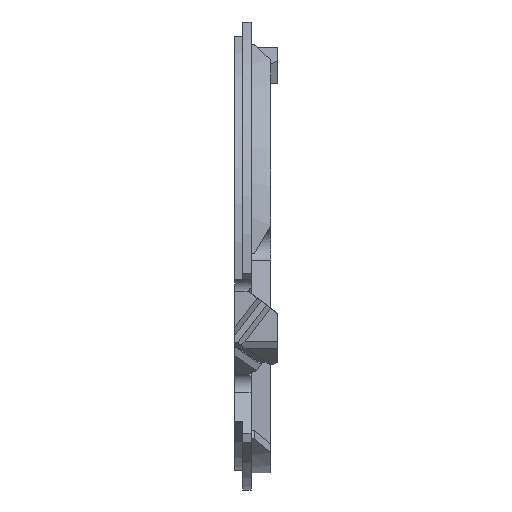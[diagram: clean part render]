
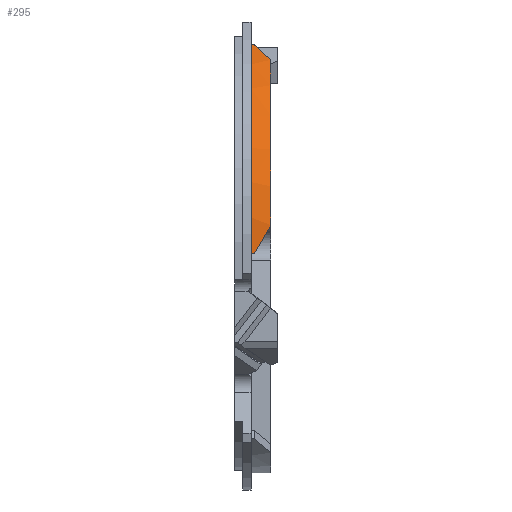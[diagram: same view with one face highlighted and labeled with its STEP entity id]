
A CAD part, left-side view. The second image highlights one B-rep face of the part: STEP entity #295.
In plain terms, the highlighted cylindrical face has radius 138 mm (diameter 276 mm), a partial arc.
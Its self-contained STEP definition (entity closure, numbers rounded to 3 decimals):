
#15 = FACE_OUTER_BOUND ( 'NONE', #6760, .T. ) ;
#158 = DIRECTION ( 'NONE',  ( 0., 0., -1. ) ) ;
#295 = ADVANCED_FACE ( 'Defeatured_0_101', ( #15 ), #1169, .T. ) ;
#320 = CARTESIAN_POINT ( 'NONE',  ( -64.787, -12., 121.847 ) ) ;
#357 = CIRCLE ( 'NONE', #1105, 138. ) ;
#644 = CARTESIAN_POINT ( 'NONE',  ( 0., -22., 0. ) ) ;
#647 = DIRECTION ( 'NONE',  ( 0., 1., 0. ) ) ;
#669 = EDGE_CURVE ( 'Defeatured_0_101+Defeatured_0_148+Defeatured_0_100+Defeatured_0_139', #2494, #4687, #2024, .T. ) ;
#789 = CARTESIAN_POINT ( 'NONE',  ( -64.787, -12., 121.847 ) ) ;
#953 = CARTESIAN_POINT ( 'NONE',  ( -137.43, -22., 12.532 ) ) ;
#1105 = AXIS2_PLACEMENT_3D ( 'NONE', #3806, #6155, #158 ) ;
#1169 = CYLINDRICAL_SURFACE ( 'NONE', #4570, 138. ) ;
#1209 = ORIENTED_EDGE ( 'NONE', *, *, #6474, .F. ) ;
#1223 = CARTESIAN_POINT ( 'NONE',  ( -137.916, -22., -4.816 ) ) ;
#1710 = VECTOR ( 'NONE', #647, 1000. ) ;
#1762 = VERTEX_POINT ( 'NONE', #3092 ) ;
#1772 = ORIENTED_EDGE ( 'NONE', *, *, #2279, .T. ) ;
#2024 =( BOUNDED_CURVE ( )  B_SPLINE_CURVE ( 3, ( #3250, #3131, #5593, #320 ),
 .UNSPECIFIED., .F., .T. ) 
 B_SPLINE_CURVE_WITH_KNOTS ( ( 4, 4 ),
 ( 4.587, 4.712 ),
 .UNSPECIFIED. ) 
 CURVE ( )  GEOMETRIC_REPRESENTATION_ITEM ( )  RATIONAL_B_SPLINE_CURVE ( ( 1., 0.999, 0.999, 1. ) ) 
 REPRESENTATION_ITEM ( '' )  );
#2032 = EDGE_CURVE ( 'Defeatured_0_100+Defeatured_0_101+Defeatured_0_148+Defeatured_0_149', #2494, #5178, #2439, .T. ) ;
#2195 = DIRECTION ( 'NONE',  ( 0., 1., 0. ) ) ;
#2279 = EDGE_CURVE ( 'Defeatured_0_101+Defeatured_0_149+Defeatured_0_102+Defeatured_0_100', #3004, #5178, #7357, .T. ) ;
#2436 = DIRECTION ( 'NONE',  ( 0., 1., 0. ) ) ;
#2439 = CIRCLE ( 'NONE', #3423, 138. ) ;
#2494 = VERTEX_POINT ( 'NONE', #3027 ) ;
#2970 = VERTEX_POINT ( 'NONE', #3564 ) ;
#3004 = VERTEX_POINT ( 'NONE', #6048 ) ;
#3027 = CARTESIAN_POINT ( 'NONE',  ( -79.568, -22., 112.752 ) ) ;
#3092 = CARTESIAN_POINT ( 'NONE',  ( -137.916, -10., -4.816 ) ) ;
#3131 = CARTESIAN_POINT ( 'NONE',  ( -74.835, -18.682, 116.092 ) ) ;
#3250 = CARTESIAN_POINT ( 'NONE',  ( -79.568, -22., 112.752 ) ) ;
#3253 = EDGE_CURVE ( 'Defeatured_0_101+Defeatured_0_139+Defeatured_0_148+Defeatured_0_1', #4687, #2970, #4008, .T. ) ;
#3423 = AXIS2_PLACEMENT_3D ( 'NONE', #644, #5295, #4109 ) ;
#3564 = CARTESIAN_POINT ( 'NONE',  ( -64.787, -10., 121.847 ) ) ;
#3775 = ORIENTED_EDGE ( 'NONE', *, *, #4246, .T. ) ;
#3806 = CARTESIAN_POINT ( 'NONE',  ( 0., -10., 0. ) ) ;
#3979 = CARTESIAN_POINT ( 'NONE',  ( -137.916, -12., -4.816 ) ) ;
#4008 = LINE ( 'NONE', #5697, #7291 ) ;
#4109 = DIRECTION ( 'NONE',  ( 0., 0., -1. ) ) ;
#4246 = EDGE_CURVE ( 'Defeatured_0_101+Defeatured_0_1+Defeatured_0_139+Defeatured_0_102', #2970, #1762, #357, .T. ) ;
#4570 = AXIS2_PLACEMENT_3D ( 'NONE', #5213, #2436, #6458 ) ;
#4607 = LINE ( 'NONE', #1223, #1710 ) ;
#4687 = VERTEX_POINT ( 'NONE', #789 ) ;
#5052 = ORIENTED_EDGE ( 'NONE', *, *, #2032, .F. ) ;
#5178 = VERTEX_POINT ( 'NONE', #953 ) ;
#5213 = CARTESIAN_POINT ( 'NONE',  ( 0., -22., 0. ) ) ;
#5295 = DIRECTION ( 'NONE',  ( 0., -1., 0. ) ) ;
#5510 = ORIENTED_EDGE ( 'NONE', *, *, #3253, .T. ) ;
#5593 = CARTESIAN_POINT ( 'NONE',  ( -69.902, -15.344, 119.127 ) ) ;
#5697 = CARTESIAN_POINT ( 'NONE',  ( -64.787, -22., 121.847 ) ) ;
#6048 = CARTESIAN_POINT ( 'NONE',  ( -137.916, -12., -4.816 ) ) ;
#6155 = DIRECTION ( 'NONE',  ( 0., -1., 0. ) ) ;
#6458 = DIRECTION ( 'NONE',  ( 0., 0., 1. ) ) ;
#6474 = EDGE_CURVE ( 'Defeatured_0_102+Defeatured_0_101+Defeatured_0_149+Defeatured_0_1', #3004, #1762, #4607, .T. ) ;
#6760 = EDGE_LOOP ( 'NONE', ( #5052, #7347, #5510, #3775, #1209, #1772 ) ) ;
#7291 = VECTOR ( 'NONE', #2195, 1000. ) ;
#7347 = ORIENTED_EDGE ( 'NONE', *, *, #669, .T. ) ;
#7352 = CARTESIAN_POINT ( 'NONE',  ( -138.118, -15.344, 0.973 ) ) ;
#7357 =( BOUNDED_CURVE ( )  B_SPLINE_CURVE ( 3, ( #3979, #7352, #7393, #7507 ),
 .UNSPECIFIED., .F., .T. ) 
 B_SPLINE_CURVE_WITH_KNOTS ( ( 4, 4 ),
 ( 1.571, 1.697 ),
 .UNSPECIFIED. ) 
 CURVE ( )  GEOMETRIC_REPRESENTATION_ITEM ( )  RATIONAL_B_SPLINE_CURVE ( ( 1., 0.999, 0.999, 1. ) ) 
 REPRESENTATION_ITEM ( '' )  );
#7393 = CARTESIAN_POINT ( 'NONE',  ( -137.956, -18.682, 6.763 ) ) ;
#7507 = CARTESIAN_POINT ( 'NONE',  ( -137.43, -22., 12.532 ) ) ;
